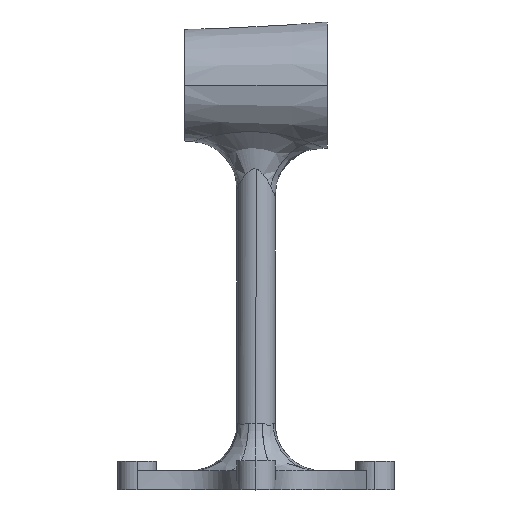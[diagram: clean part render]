
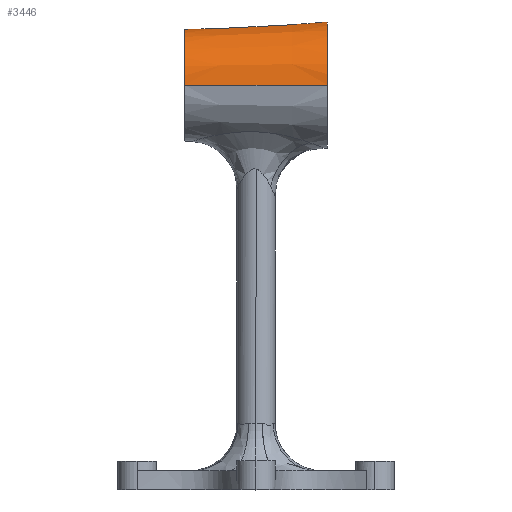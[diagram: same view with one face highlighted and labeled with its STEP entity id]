
A CAD part, top view. The second image highlights one B-rep face of the part: STEP entity #3446.
In plain terms, the highlighted conical face has half-angle 3 degrees and reference radius 12.5 mm.
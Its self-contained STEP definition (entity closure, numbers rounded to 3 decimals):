
#45 = CARTESIAN_POINT ( 'NONE',  ( 0., 85., -12.5 ) ) ;
#87 = LINE ( 'NONE', #45, #3656 ) ;
#176 = DIRECTION ( 'NONE',  ( 1., 0., 0. ) ) ;
#300 = CARTESIAN_POINT ( 'NONE',  ( 15., 85., 0. ) ) ;
#509 = DIRECTION ( 'NONE',  ( 0., 0., -1. ) ) ;
#571 = ORIENTED_EDGE ( 'NONE', *, *, #959, .T. ) ;
#629 = AXIS2_PLACEMENT_3D ( 'NONE', #300, #1842, #3176 ) ;
#650 = DIRECTION ( 'NONE',  ( 1., 0., 0. ) ) ;
#727 = VECTOR ( 'NONE', #2027, 1000. ) ;
#820 = EDGE_CURVE ( 'NONE', #1249, #2215, #87, .T. ) ;
#959 = EDGE_CURVE ( 'NONE', #3341, #2502, #2685, .T. ) ;
#1249 = VERTEX_POINT ( 'NONE', #2788 ) ;
#1338 = CONICAL_SURFACE ( 'NONE', #3729, 12.5, 0.052 ) ;
#1388 = DIRECTION ( 'NONE',  ( 0.999, 0., -0.052 ) ) ;
#1478 = CARTESIAN_POINT ( 'NONE',  ( 0., 85., 0. ) ) ;
#1801 = CARTESIAN_POINT ( 'NONE',  ( 15., 85., -13.286 ) ) ;
#1842 = DIRECTION ( 'NONE',  ( 1., 0., 0. ) ) ;
#2027 = DIRECTION ( 'NONE',  ( 0.999, 0., 0.052 ) ) ;
#2215 = VERTEX_POINT ( 'NONE', #1801 ) ;
#2322 = EDGE_CURVE ( 'NONE', #1249, #3341, #2886, .T. ) ;
#2348 = ORIENTED_EDGE ( 'NONE', *, *, #820, .F. ) ;
#2377 = CARTESIAN_POINT ( 'NONE',  ( 0., 85., 12.5 ) ) ;
#2469 = EDGE_CURVE ( 'NONE', #2215, #2502, #3294, .T. ) ;
#2502 = VERTEX_POINT ( 'NONE', #3114 ) ;
#2655 = CARTESIAN_POINT ( 'NONE',  ( -15., 85., 11.714 ) ) ;
#2685 = LINE ( 'NONE', #2377, #727 ) ;
#2788 = CARTESIAN_POINT ( 'NONE',  ( -15., 85., -11.714 ) ) ;
#2813 = DIRECTION ( 'NONE',  ( 0., 0., -1. ) ) ;
#2886 = CIRCLE ( 'NONE', #3825, 11.714 ) ;
#3031 = FACE_OUTER_BOUND ( 'NONE', #3043, .T. ) ;
#3043 = EDGE_LOOP ( 'NONE', ( #4065, #571, #3610, #2348 ) ) ;
#3114 = CARTESIAN_POINT ( 'NONE',  ( 15., 85., 13.286 ) ) ;
#3176 = DIRECTION ( 'NONE',  ( 0., 0., -1. ) ) ;
#3294 = CIRCLE ( 'NONE', #629, 13.286 ) ;
#3341 = VERTEX_POINT ( 'NONE', #2655 ) ;
#3446 = ADVANCED_FACE ( 'NONE', ( #3031 ), #1338, .T. ) ;
#3610 = ORIENTED_EDGE ( 'NONE', *, *, #2469, .F. ) ;
#3656 = VECTOR ( 'NONE', #1388, 1000. ) ;
#3729 = AXIS2_PLACEMENT_3D ( 'NONE', #1478, #176, #509 ) ;
#3803 = CARTESIAN_POINT ( 'NONE',  ( -15., 85., 0. ) ) ;
#3825 = AXIS2_PLACEMENT_3D ( 'NONE', #3803, #650, #2813 ) ;
#4065 = ORIENTED_EDGE ( 'NONE', *, *, #2322, .T. ) ;
